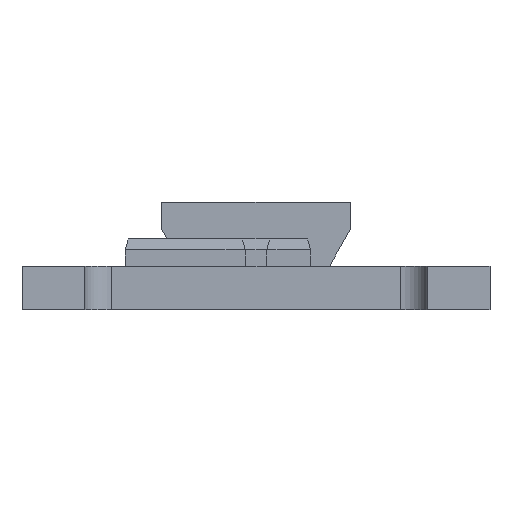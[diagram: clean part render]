
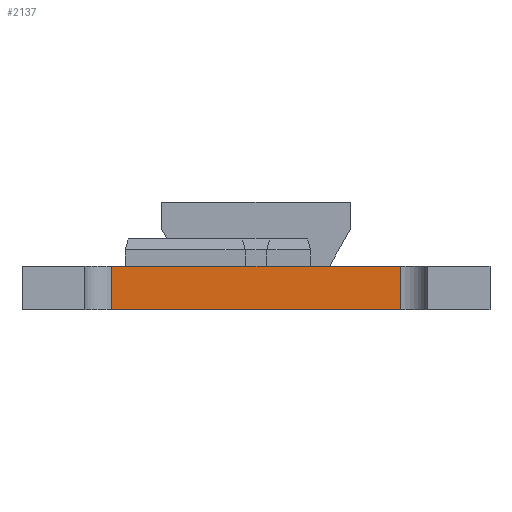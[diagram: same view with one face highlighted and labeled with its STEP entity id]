
A CAD part, front view. The second image highlights one B-rep face of the part: STEP entity #2137.
In plain terms, the highlighted planar face has unit normal (0, -1, 0).
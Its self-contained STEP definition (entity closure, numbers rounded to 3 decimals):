
#126 = PLANE('',#127);
#127 = AXIS2_PLACEMENT_3D('',#128,#129,#130);
#128 = CARTESIAN_POINT('',(0.,-1.604,1.6));
#129 = DIRECTION('',(0.,0.,1.));
#130 = DIRECTION('',(1.,0.,0.));
#304 = VERTEX_POINT('',#305);
#305 = CARTESIAN_POINT('',(-5.3,-13.5,1.6));
#322 = CYLINDRICAL_SURFACE('',#323,1.);
#323 = AXIS2_PLACEMENT_3D('',#324,#325,#326);
#324 = CARTESIAN_POINT('',(-5.3,-14.5,0.));
#325 = DIRECTION('',(-0.,-0.,-1.));
#326 = DIRECTION('',(1.,0.,0.));
#334 = EDGE_CURVE('',#304,#335,#337,.T.);
#335 = VERTEX_POINT('',#336);
#336 = CARTESIAN_POINT('',(5.3,-13.5,1.6));
#337 = SURFACE_CURVE('',#338,(#342,#349),.PCURVE_S1.);
#338 = LINE('',#339,#340);
#339 = CARTESIAN_POINT('',(-5.3,-13.5,1.6));
#340 = VECTOR('',#341,1.);
#341 = DIRECTION('',(1.,0.,0.));
#342 = PCURVE('',#126,#343);
#343 = DEFINITIONAL_REPRESENTATION('',(#344),#348);
#344 = LINE('',#345,#346);
#345 = CARTESIAN_POINT('',(-5.3,-11.896));
#346 = VECTOR('',#347,1.);
#347 = DIRECTION('',(1.,0.));
#348 = ( GEOMETRIC_REPRESENTATION_CONTEXT(2) 
PARAMETRIC_REPRESENTATION_CONTEXT() REPRESENTATION_CONTEXT('2D SPACE',''
  ) );
#349 = PCURVE('',#350,#355);
#350 = PLANE('',#351);
#351 = AXIS2_PLACEMENT_3D('',#352,#353,#354);
#352 = CARTESIAN_POINT('',(-5.3,-13.5,0.));
#353 = DIRECTION('',(0.,1.,0.));
#354 = DIRECTION('',(1.,0.,0.));
#355 = DEFINITIONAL_REPRESENTATION('',(#356),#360);
#356 = LINE('',#357,#358);
#357 = CARTESIAN_POINT('',(0.,-1.6));
#358 = VECTOR('',#359,1.);
#359 = DIRECTION('',(1.,0.));
#360 = ( GEOMETRIC_REPRESENTATION_CONTEXT(2) 
PARAMETRIC_REPRESENTATION_CONTEXT() REPRESENTATION_CONTEXT('2D SPACE',''
  ) );
#379 = CYLINDRICAL_SURFACE('',#380,1.);
#380 = AXIS2_PLACEMENT_3D('',#381,#382,#383);
#381 = CARTESIAN_POINT('',(5.3,-14.5,0.));
#382 = DIRECTION('',(-0.,-0.,-1.));
#383 = DIRECTION('',(1.,0.,0.));
#1363 = EDGE_CURVE('',#1364,#304,#1366,.T.);
#1364 = VERTEX_POINT('',#1365);
#1365 = CARTESIAN_POINT('',(-5.3,-13.5,0.));
#1366 = SURFACE_CURVE('',#1367,(#1371,#1378),.PCURVE_S1.);
#1367 = LINE('',#1368,#1369);
#1368 = CARTESIAN_POINT('',(-5.3,-13.5,0.));
#1369 = VECTOR('',#1370,1.);
#1370 = DIRECTION('',(0.,0.,1.));
#1371 = PCURVE('',#322,#1372);
#1372 = DEFINITIONAL_REPRESENTATION('',(#1373),#1377);
#1373 = LINE('',#1374,#1375);
#1374 = CARTESIAN_POINT('',(-1.571,0.));
#1375 = VECTOR('',#1376,1.);
#1376 = DIRECTION('',(-0.,-1.));
#1377 = ( GEOMETRIC_REPRESENTATION_CONTEXT(2) 
PARAMETRIC_REPRESENTATION_CONTEXT() REPRESENTATION_CONTEXT('2D SPACE',''
  ) );
#1378 = PCURVE('',#350,#1379);
#1379 = DEFINITIONAL_REPRESENTATION('',(#1380),#1384);
#1380 = LINE('',#1381,#1382);
#1381 = CARTESIAN_POINT('',(0.,0.));
#1382 = VECTOR('',#1383,1.);
#1383 = DIRECTION('',(0.,-1.));
#1384 = ( GEOMETRIC_REPRESENTATION_CONTEXT(2) 
PARAMETRIC_REPRESENTATION_CONTEXT() REPRESENTATION_CONTEXT('2D SPACE',''
  ) );
#1425 = PLANE('',#1426);
#1426 = AXIS2_PLACEMENT_3D('',#1427,#1428,#1429);
#1427 = CARTESIAN_POINT('',(0.,-1.604,0.));
#1428 = DIRECTION('',(0.,0.,1.));
#1429 = DIRECTION('',(1.,0.,0.));
#2093 = EDGE_CURVE('',#2094,#335,#2096,.T.);
#2094 = VERTEX_POINT('',#2095);
#2095 = CARTESIAN_POINT('',(5.3,-13.5,0.));
#2096 = SURFACE_CURVE('',#2097,(#2101,#2108),.PCURVE_S1.);
#2097 = LINE('',#2098,#2099);
#2098 = CARTESIAN_POINT('',(5.3,-13.5,0.));
#2099 = VECTOR('',#2100,1.);
#2100 = DIRECTION('',(0.,0.,1.));
#2101 = PCURVE('',#379,#2102);
#2102 = DEFINITIONAL_REPRESENTATION('',(#2103),#2107);
#2103 = LINE('',#2104,#2105);
#2104 = CARTESIAN_POINT('',(-1.571,0.));
#2105 = VECTOR('',#2106,1.);
#2106 = DIRECTION('',(-0.,-1.));
#2107 = ( GEOMETRIC_REPRESENTATION_CONTEXT(2) 
PARAMETRIC_REPRESENTATION_CONTEXT() REPRESENTATION_CONTEXT('2D SPACE',''
  ) );
#2108 = PCURVE('',#350,#2109);
#2109 = DEFINITIONAL_REPRESENTATION('',(#2110),#2114);
#2110 = LINE('',#2111,#2112);
#2111 = CARTESIAN_POINT('',(10.6,0.));
#2112 = VECTOR('',#2113,1.);
#2113 = DIRECTION('',(0.,-1.));
#2114 = ( GEOMETRIC_REPRESENTATION_CONTEXT(2) 
PARAMETRIC_REPRESENTATION_CONTEXT() REPRESENTATION_CONTEXT('2D SPACE',''
  ) );
#2137 = ADVANCED_FACE('',(#2138),#350,.F.);
#2138 = FACE_BOUND('',#2139,.F.);
#2139 = EDGE_LOOP('',(#2140,#2141,#2142,#2143));
#2140 = ORIENTED_EDGE('',*,*,#1363,.T.);
#2141 = ORIENTED_EDGE('',*,*,#334,.T.);
#2142 = ORIENTED_EDGE('',*,*,#2093,.F.);
#2143 = ORIENTED_EDGE('',*,*,#2144,.F.);
#2144 = EDGE_CURVE('',#1364,#2094,#2145,.T.);
#2145 = SURFACE_CURVE('',#2146,(#2150,#2157),.PCURVE_S1.);
#2146 = LINE('',#2147,#2148);
#2147 = CARTESIAN_POINT('',(-5.3,-13.5,0.));
#2148 = VECTOR('',#2149,1.);
#2149 = DIRECTION('',(1.,0.,0.));
#2150 = PCURVE('',#350,#2151);
#2151 = DEFINITIONAL_REPRESENTATION('',(#2152),#2156);
#2152 = LINE('',#2153,#2154);
#2153 = CARTESIAN_POINT('',(0.,0.));
#2154 = VECTOR('',#2155,1.);
#2155 = DIRECTION('',(1.,0.));
#2156 = ( GEOMETRIC_REPRESENTATION_CONTEXT(2) 
PARAMETRIC_REPRESENTATION_CONTEXT() REPRESENTATION_CONTEXT('2D SPACE',''
  ) );
#2157 = PCURVE('',#1425,#2158);
#2158 = DEFINITIONAL_REPRESENTATION('',(#2159),#2163);
#2159 = LINE('',#2160,#2161);
#2160 = CARTESIAN_POINT('',(-5.3,-11.896));
#2161 = VECTOR('',#2162,1.);
#2162 = DIRECTION('',(1.,0.));
#2163 = ( GEOMETRIC_REPRESENTATION_CONTEXT(2) 
PARAMETRIC_REPRESENTATION_CONTEXT() REPRESENTATION_CONTEXT('2D SPACE',''
  ) );
